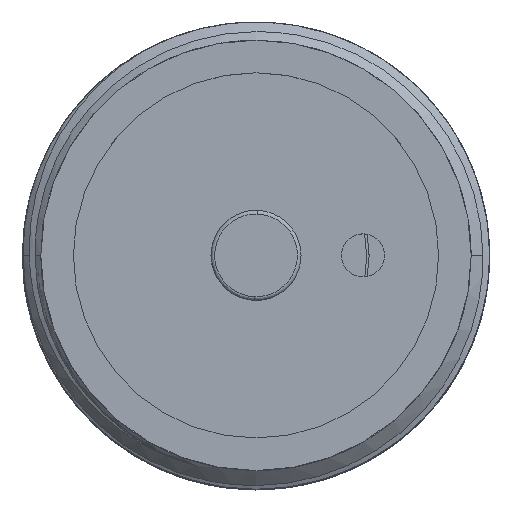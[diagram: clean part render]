
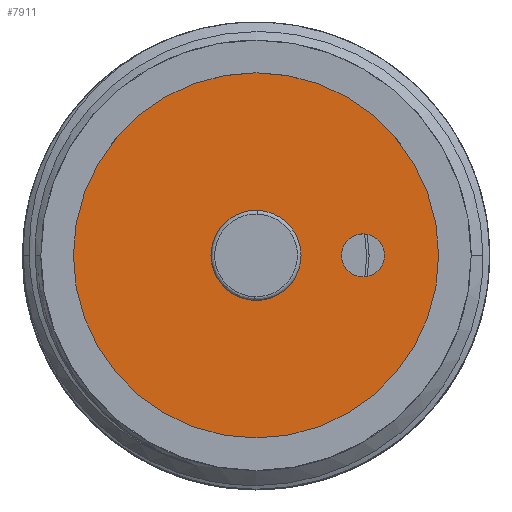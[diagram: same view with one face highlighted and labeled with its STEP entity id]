
A CAD part, top view. The second image highlights one B-rep face of the part: STEP entity #7911.
In plain terms, the highlighted face is planar.
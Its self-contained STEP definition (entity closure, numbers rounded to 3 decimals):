
#380 = EDGE_CURVE ( 'NONE', #2323, #17008, #16452, .T. ) ;
#428 = DIRECTION ( 'NONE',  ( -1., 0., 0. ) ) ;
#759 = DIRECTION ( 'NONE',  ( 1., 0., 0. ) ) ;
#983 = CIRCLE ( 'NONE', #6639, 1.75 ) ;
#1290 = ORIENTED_EDGE ( 'NONE', *, *, #4258, .F. ) ;
#1436 = CARTESIAN_POINT ( 'NONE',  ( 0., 0., -2.5 ) ) ;
#1555 = DIRECTION ( 'NONE',  ( 1., 0., 0. ) ) ;
#1798 = DIRECTION ( 'NONE',  ( 0., 0., -1. ) ) ;
#2160 = ORIENTED_EDGE ( 'NONE', *, *, #11886, .F. ) ;
#2323 = VERTEX_POINT ( 'NONE', #9284 ) ;
#2473 = DIRECTION ( 'NONE',  ( 0., 0., -1. ) ) ;
#2820 = FACE_BOUND ( 'NONE', #11393, .T. ) ;
#3091 = CARTESIAN_POINT ( 'NONE',  ( 0., -8.7, 1.75 ) ) ;
#3204 = EDGE_CURVE ( 'NONE', #8615, #5764, #13886, .T. ) ;
#4258 = EDGE_CURVE ( 'NONE', #11963, #4490, #8379, .T. ) ;
#4289 = DIRECTION ( 'NONE',  ( 0., 0., -1. ) ) ;
#4490 = VERTEX_POINT ( 'NONE', #7792 ) ;
#4854 = AXIS2_PLACEMENT_3D ( 'NONE', #9794, #428, #1798 ) ;
#4882 = CIRCLE ( 'NONE', #7107, 15.5 ) ;
#5015 = CARTESIAN_POINT ( 'NONE',  ( 0., -8.7, 0. ) ) ;
#5095 = ORIENTED_EDGE ( 'NONE', *, *, #3204, .F. ) ;
#5646 = PLANE ( 'NONE',  #13674 ) ;
#5654 = AXIS2_PLACEMENT_3D ( 'NONE', #16909, #759, #8753 ) ;
#5764 = VERTEX_POINT ( 'NONE', #3091 ) ;
#5972 = CARTESIAN_POINT ( 'NONE',  ( 0., 0., 0. ) ) ;
#6234 = ORIENTED_EDGE ( 'NONE', *, *, #13786, .F. ) ;
#6639 = AXIS2_PLACEMENT_3D ( 'NONE', #13563, #8125, #6770 ) ;
#6770 = DIRECTION ( 'NONE',  ( 0., 0., -1. ) ) ;
#7107 = AXIS2_PLACEMENT_3D ( 'NONE', #5972, #7325, #14410 ) ;
#7191 = ORIENTED_EDGE ( 'NONE', *, *, #380, .F. ) ;
#7228 = FACE_OUTER_BOUND ( 'NONE', #9381, .T. ) ;
#7325 = DIRECTION ( 'NONE',  ( 1., 0., 0. ) ) ;
#7792 = CARTESIAN_POINT ( 'NONE',  ( 0., 0., -15.5 ) ) ;
#7841 = DIRECTION ( 'NONE',  ( 0., 0., -1. ) ) ;
#7911 = ADVANCED_FACE ( 'NONE', ( #9559, #2820, #7228 ), #5646, .F. ) ;
#8125 = DIRECTION ( 'NONE',  ( -1., 0., 0. ) ) ;
#8379 = CIRCLE ( 'NONE', #5654, 15.5 ) ;
#8537 = CARTESIAN_POINT ( 'NONE',  ( 0., 0., 0. ) ) ;
#8615 = VERTEX_POINT ( 'NONE', #14104 ) ;
#8753 = DIRECTION ( 'NONE',  ( 0., 0., -1. ) ) ;
#9099 = ORIENTED_EDGE ( 'NONE', *, *, #9472, .F. ) ;
#9152 = DIRECTION ( 'NONE',  ( -1., 0., 0. ) ) ;
#9284 = CARTESIAN_POINT ( 'NONE',  ( 0., 0., 2.5 ) ) ;
#9381 = EDGE_LOOP ( 'NONE', ( #9099, #1290 ) ) ;
#9472 = EDGE_CURVE ( 'NONE', #4490, #11963, #4882, .T. ) ;
#9512 = EDGE_LOOP ( 'NONE', ( #5095, #6234 ) ) ;
#9559 = FACE_BOUND ( 'NONE', #9512, .T. ) ;
#9794 = CARTESIAN_POINT ( 'NONE',  ( 0., 0., 0. ) ) ;
#11061 = AXIS2_PLACEMENT_3D ( 'NONE', #12029, #14728, #2473 ) ;
#11280 = CARTESIAN_POINT ( 'NONE',  ( 0., 0., 15.5 ) ) ;
#11393 = EDGE_LOOP ( 'NONE', ( #2160, #7191 ) ) ;
#11422 = AXIS2_PLACEMENT_3D ( 'NONE', #5015, #9152, #7841 ) ;
#11886 = EDGE_CURVE ( 'NONE', #17008, #2323, #13035, .T. ) ;
#11963 = VERTEX_POINT ( 'NONE', #11280 ) ;
#12029 = CARTESIAN_POINT ( 'NONE',  ( 0., 0., 0. ) ) ;
#13035 = CIRCLE ( 'NONE', #11061, 2.5 ) ;
#13563 = CARTESIAN_POINT ( 'NONE',  ( 0., -8.7, 0. ) ) ;
#13674 = AXIS2_PLACEMENT_3D ( 'NONE', #8537, #1555, #4289 ) ;
#13786 = EDGE_CURVE ( 'NONE', #5764, #8615, #983, .T. ) ;
#13886 = CIRCLE ( 'NONE', #11422, 1.75 ) ;
#14104 = CARTESIAN_POINT ( 'NONE',  ( 0., -8.7, -1.75 ) ) ;
#14410 = DIRECTION ( 'NONE',  ( 0., 0., -1. ) ) ;
#14728 = DIRECTION ( 'NONE',  ( -1., 0., 0. ) ) ;
#16452 = CIRCLE ( 'NONE', #4854, 2.5 ) ;
#16909 = CARTESIAN_POINT ( 'NONE',  ( 0., 0., 0. ) ) ;
#17008 = VERTEX_POINT ( 'NONE', #1436 ) ;
